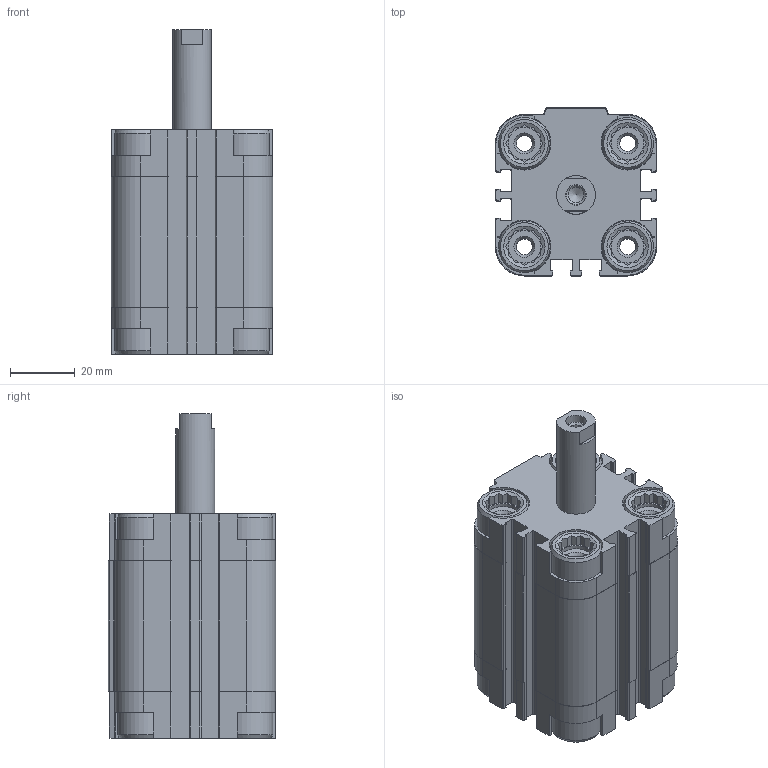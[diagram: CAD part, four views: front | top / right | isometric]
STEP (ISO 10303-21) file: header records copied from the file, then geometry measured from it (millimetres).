
FILE_DESCRIPTION(/* description */ ('STEP AP214'),/* implementation_level */ '2;1');
FILE_NAME(/* name */ '157230_AEVUZ-32-25-P-A',/* time_stamp */ '2024-08-02T21:06:33+02:00',/* author */ ('License CC BY-ND 4.0'),/* organization */ ('CADENAS'),/* preprocessor_version */ 'ST-DEVELOPER v19.3',/* originating_system */ 'PARTsolutions',/* authorisation */ ' ');
FILE_SCHEMA (('AUTOMOTIVE_DESIGN {1 0 10303 214 3 1 1}'));
Length unit declared in the file: millimetre
Products named in the file (4): 157230 AEVUZ-32-25-P-A---(0); 157230 AEVUZ-32-25-P-A---(0_ZR); 157230 AEVUZ-32-25-P-A---(KS); 340116 G1/8-AEVU
Assembly tree (3 placements, depth 2):
  157230 AEVUZ-32-25-P-A---(0)
    157230 AEVUZ-32-25-P-A---(0_ZR)
    157230 AEVUZ-32-25-P-A---(KS)
    340116 G1/8-AEVU
Bounding box: 50 x 52 x 100.5 mm (x, y, z)
Volume: 124982.8 mm3; surface area: 43462.9 mm2
Topology: 3 solids, 3 shells, 655 faces, 1760 edges, 1150 vertices
Faces by surface type: plane 427, cylinder 193, cone 35
Full cylindrical faces by diameter (mm): 4.917 x9, 6 x1, 6.2 x1, 6.4 x1, 8.3 x1, 8.4 x4, 8.566 x2, 10.1 x8, 12 x2, 16 x8, 32 x2
Entity records: 20201 total; most frequent: CARTESIAN_POINT 4064, ORIENTED_EDGE 3344, DIRECTION 3212, EDGE_CURVE 1672, VERTEX_POINT 1137, AXIS2_PLACEMENT_3D 1079, LINE 1054, VECTOR 1054
